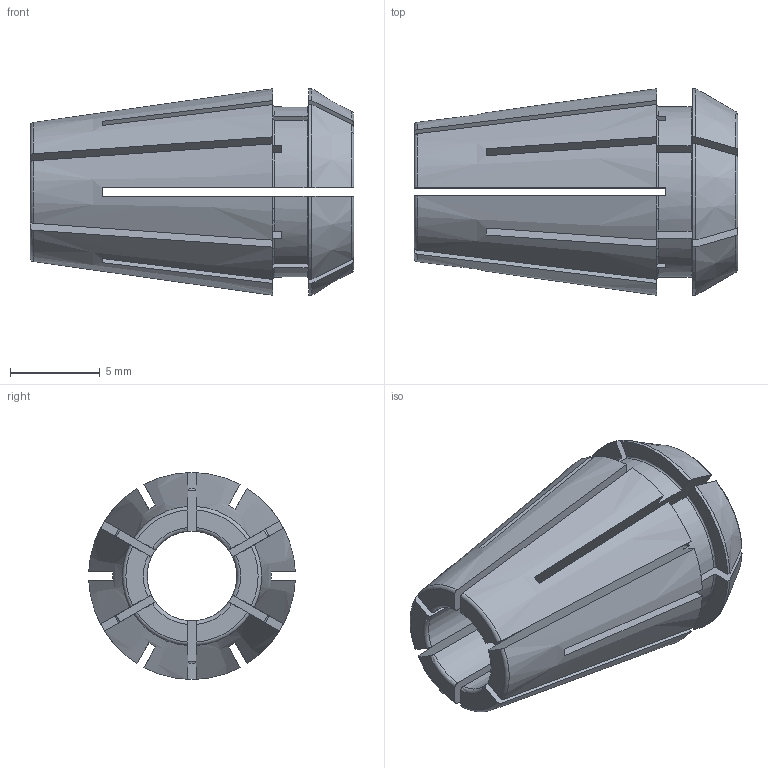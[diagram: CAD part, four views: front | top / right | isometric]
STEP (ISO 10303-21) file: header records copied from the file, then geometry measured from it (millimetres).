
FILE_DESCRIPTION( ( 'Unknown' ), '1' );
FILE_NAME( '111105000.stp', 'Unknown', ( 'Unknown' ), ( 'Unknown' ), 'PSStep 15.0.49', 'Unknown', ' ' );
FILE_SCHEMA( ( 'AUTOMOTIVE_DESIGN { 1 0 10303 214 1 1 1 1 }' ) );
Length unit declared in the file: millimetre
Products named in the file (1): 1
Bounding box: 18 x 11.49 x 11.5 mm (x, y, z)
Volume: 802.9 mm3; surface area: 1630 mm2
Topology: 1 solids, 1 shells, 157 faces, 458 edges, 301 vertices
Faces by surface type: plane 66, torus 42, cylinder 37, cone 12
Full cylindrical faces by diameter (mm): 5 x1
Entity records: 7310 total; most frequent: CARTESIAN_POINT 2038, ORIENTED_EDGE 912, DIRECTION 772, EDGE_CURVE 456, AXIS2_PLACEMENT_3D 302, VERTEX_POINT 300, LINE 168, VECTOR 168
